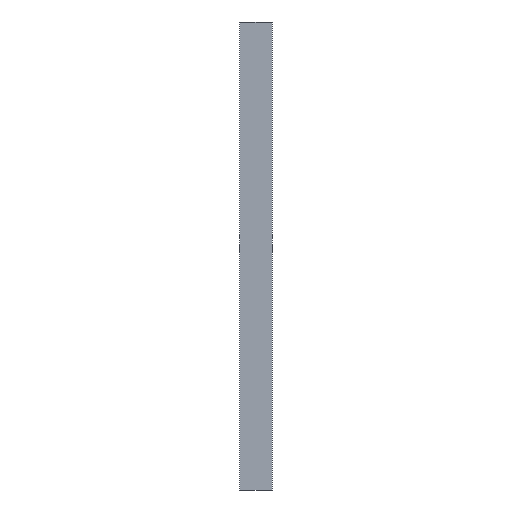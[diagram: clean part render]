
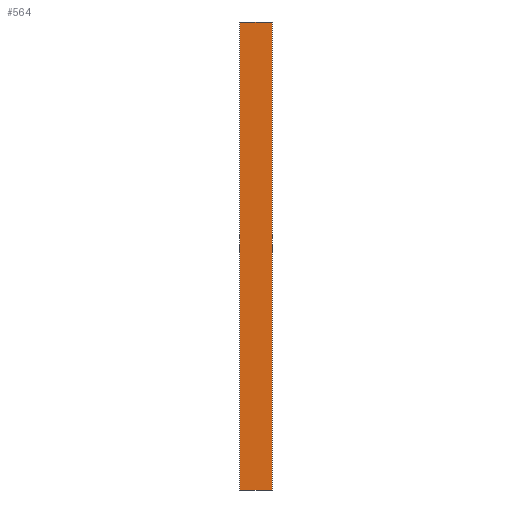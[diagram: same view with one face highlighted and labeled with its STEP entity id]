
A CAD part, front view. The second image highlights one B-rep face of the part: STEP entity #564.
In plain terms, the highlighted planar face has unit normal (0, -1, 0).
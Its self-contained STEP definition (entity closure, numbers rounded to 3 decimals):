
#20 = CARTESIAN_POINT ( 'NONE',  ( -17.5, 0., 500. ) ) ;
#44 = EDGE_CURVE ( 'NONE', #938, #601, #151, .T. ) ;
#58 = CARTESIAN_POINT ( 'NONE',  ( -17.5, 0., 0. ) ) ;
#61 = CARTESIAN_POINT ( 'NONE',  ( -15., 0., 0. ) ) ;
#67 = EDGE_CURVE ( 'NONE', #88, #795, #723, .T. ) ;
#88 = VERTEX_POINT ( 'NONE', #61 ) ;
#93 = VECTOR ( 'NONE', #606, 1000. ) ;
#105 = CARTESIAN_POINT ( 'NONE',  ( -17.5, 0., 500. ) ) ;
#151 = LINE ( 'NONE', #289, #156 ) ;
#156 = VECTOR ( 'NONE', #739, 1000. ) ;
#163 = LINE ( 'NONE', #463, #457 ) ;
#164 = EDGE_LOOP ( 'NONE', ( #934, #399, #195, #937, #732, #433, #258, #495 ) ) ;
#172 = VECTOR ( 'NONE', #411, 1000. ) ;
#176 = DIRECTION ( 'NONE',  ( 1., 0., 0. ) ) ;
#195 = ORIENTED_EDGE ( 'NONE', *, *, #506, .F. ) ;
#205 = CARTESIAN_POINT ( 'NONE',  ( -17.5, 0., 0. ) ) ;
#215 = CARTESIAN_POINT ( 'NONE',  ( 17.5, 0., 500. ) ) ;
#217 = AXIS2_PLACEMENT_3D ( 'NONE', #105, #619, #920 ) ;
#221 = EDGE_CURVE ( 'NONE', #795, #654, #163, .T. ) ;
#246 = LINE ( 'NONE', #547, #93 ) ;
#254 = EDGE_CURVE ( 'NONE', #565, #372, #246, .T. ) ;
#258 = ORIENTED_EDGE ( 'NONE', *, *, #254, .T. ) ;
#283 = VECTOR ( 'NONE', #842, 1000. ) ;
#289 = CARTESIAN_POINT ( 'NONE',  ( -17.5, 0., 500. ) ) ;
#332 = CARTESIAN_POINT ( 'NONE',  ( 17.5, 0., 500. ) ) ;
#360 = VECTOR ( 'NONE', #509, 1000. ) ;
#372 = VERTEX_POINT ( 'NONE', #58 ) ;
#379 = CARTESIAN_POINT ( 'NONE',  ( 15., 0., 0. ) ) ;
#399 = ORIENTED_EDGE ( 'NONE', *, *, #221, .T. ) ;
#406 = CARTESIAN_POINT ( 'NONE',  ( -17.5, 0., 500. ) ) ;
#411 = DIRECTION ( 'NONE',  ( 1., 0., 0. ) ) ;
#433 = ORIENTED_EDGE ( 'NONE', *, *, #589, .T. ) ;
#436 = DIRECTION ( 'NONE',  ( 1., 0., 0. ) ) ;
#448 = DIRECTION ( 'NONE',  ( 0., 0., -1. ) ) ;
#452 = LINE ( 'NONE', #215, #627 ) ;
#457 = VECTOR ( 'NONE', #176, 1000. ) ;
#463 = CARTESIAN_POINT ( 'NONE',  ( 17.5, 0., 0. ) ) ;
#477 = CARTESIAN_POINT ( 'NONE',  ( -17.5, 0., 500. ) ) ;
#495 = ORIENTED_EDGE ( 'NONE', *, *, #775, .F. ) ;
#506 = EDGE_CURVE ( 'NONE', #601, #654, #452, .T. ) ;
#509 = DIRECTION ( 'NONE',  ( -1., 0., 0. ) ) ;
#511 = CARTESIAN_POINT ( 'NONE',  ( -17.5, 0., 0. ) ) ;
#547 = CARTESIAN_POINT ( 'NONE',  ( -17.5, 0., 500. ) ) ;
#564 = ADVANCED_FACE ( 'NONE', ( #862 ), #566, .F. ) ;
#565 = VERTEX_POINT ( 'NONE', #406 ) ;
#566 = PLANE ( 'NONE',  #217 ) ;
#583 = CARTESIAN_POINT ( 'NONE',  ( -15., 0., 500. ) ) ;
#589 = EDGE_CURVE ( 'NONE', #640, #565, #939, .T. ) ;
#601 = VERTEX_POINT ( 'NONE', #332 ) ;
#606 = DIRECTION ( 'NONE',  ( 0., 0., -1. ) ) ;
#619 = DIRECTION ( 'NONE',  ( 0., 1., 0. ) ) ;
#627 = VECTOR ( 'NONE', #448, 1000. ) ;
#631 = EDGE_CURVE ( 'NONE', #640, #938, #782, .T. ) ;
#640 = VERTEX_POINT ( 'NONE', #583 ) ;
#641 = CARTESIAN_POINT ( 'NONE',  ( 17.5, 0., 0. ) ) ;
#654 = VERTEX_POINT ( 'NONE', #641 ) ;
#723 = LINE ( 'NONE', #511, #928 ) ;
#732 = ORIENTED_EDGE ( 'NONE', *, *, #631, .F. ) ;
#739 = DIRECTION ( 'NONE',  ( 1., 0., 0. ) ) ;
#757 = CARTESIAN_POINT ( 'NONE',  ( 15., 0., 500. ) ) ;
#775 = EDGE_CURVE ( 'NONE', #88, #372, #882, .T. ) ;
#782 = LINE ( 'NONE', #20, #172 ) ;
#795 = VERTEX_POINT ( 'NONE', #379 ) ;
#842 = DIRECTION ( 'NONE',  ( -1., 0., 0. ) ) ;
#862 = FACE_OUTER_BOUND ( 'NONE', #164, .T. ) ;
#882 = LINE ( 'NONE', #205, #360 ) ;
#920 = DIRECTION ( 'NONE',  ( 0., 0., 1. ) ) ;
#928 = VECTOR ( 'NONE', #436, 1000. ) ;
#934 = ORIENTED_EDGE ( 'NONE', *, *, #67, .T. ) ;
#937 = ORIENTED_EDGE ( 'NONE', *, *, #44, .F. ) ;
#938 = VERTEX_POINT ( 'NONE', #757 ) ;
#939 = LINE ( 'NONE', #477, #283 ) ;
